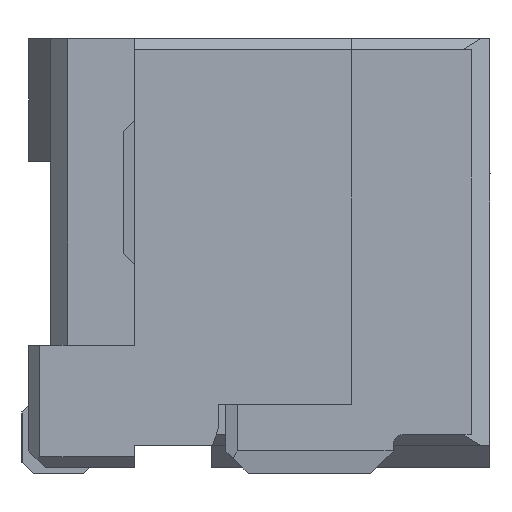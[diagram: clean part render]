
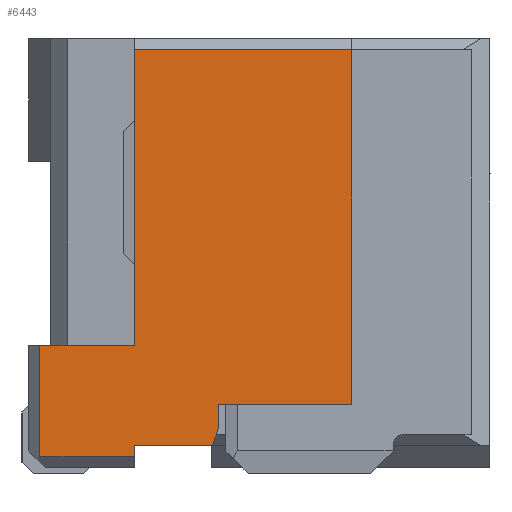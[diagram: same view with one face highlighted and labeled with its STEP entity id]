
A CAD part, left-side view. The second image highlights one B-rep face of the part: STEP entity #6443.
In plain terms, the highlighted planar face has unit normal (-1, 0, 0).
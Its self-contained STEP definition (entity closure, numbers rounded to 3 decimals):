
#554 = VECTOR ( 'NONE', #18221, 1000. ) ;
#1015 = CARTESIAN_POINT ( 'NONE',  ( -4.75, 1.35, 3.8 ) ) ;
#1167 = CARTESIAN_POINT ( 'NONE',  ( -4.75, 0.6, 0.4 ) ) ;
#1421 = VERTEX_POINT ( 'NONE', #19541 ) ;
#2100 = EDGE_CURVE ( 'NONE', #1421, #24552, #12098, .T. ) ;
#3994 = CARTESIAN_POINT ( 'NONE',  ( -4.75, 2.2, 1.15 ) ) ;
#4053 = VERTEX_POINT ( 'NONE', #21444 ) ;
#4149 = FACE_OUTER_BOUND ( 'NONE', #13723, .T. ) ;
#4270 = EDGE_CURVE ( 'NONE', #12820, #18965, #13525, .T. ) ;
#5172 = EDGE_CURVE ( 'NONE', #7912, #10309, #5672, .T. ) ;
#5561 = LINE ( 'NONE', #13419, #10627 ) ;
#5672 = LINE ( 'NONE', #26477, #554 ) ;
#5751 = CARTESIAN_POINT ( 'NONE',  ( -4.75, 1.35, 0.15 ) ) ;
#6185 = EDGE_CURVE ( 'NONE', #18965, #1421, #22978, .T. ) ;
#6443 = ADVANCED_FACE ( 'NONE', ( #4149 ), #12265, .T. ) ;
#6502 = VERTEX_POINT ( 'NONE', #1167 ) ;
#6762 = VECTOR ( 'NONE', #25418, 1000. ) ;
#6810 = CARTESIAN_POINT ( 'NONE',  ( -4.75, 0.6, 0.4 ) ) ;
#7014 = VERTEX_POINT ( 'NONE', #15085 ) ;
#7123 = VECTOR ( 'NONE', #19023, 1000. ) ;
#7497 = ORIENTED_EDGE ( 'NONE', *, *, #15058, .T. ) ;
#7616 = CARTESIAN_POINT ( 'NONE',  ( -4.75, 0.6, 0.62 ) ) ;
#7905 = DIRECTION ( 'NONE',  ( 0., -1., 0. ) ) ;
#7912 = VERTEX_POINT ( 'NONE', #18547 ) ;
#8226 = CARTESIAN_POINT ( 'NONE',  ( -4.75, 1.35, 1.15 ) ) ;
#9208 = ORIENTED_EDGE ( 'NONE', *, *, #6185, .T. ) ;
#9979 = LINE ( 'NONE', #18765, #25309 ) ;
#10309 = VERTEX_POINT ( 'NONE', #15397 ) ;
#10410 = LINE ( 'NONE', #24734, #7123 ) ;
#10606 = ORIENTED_EDGE ( 'NONE', *, *, #16415, .T. ) ;
#10627 = VECTOR ( 'NONE', #13804, 1000. ) ;
#11054 = ORIENTED_EDGE ( 'NONE', *, *, #2100, .T. ) ;
#11175 = DIRECTION ( 'NONE',  ( -1., 0., 0. ) ) ;
#11303 = ORIENTED_EDGE ( 'NONE', *, *, #24532, .T. ) ;
#11351 = LINE ( 'NONE', #13380, #19214 ) ;
#12098 = LINE ( 'NONE', #3994, #20989 ) ;
#12265 = PLANE ( 'NONE',  #22199 ) ;
#12284 = DIRECTION ( 'NONE',  ( 0., -0.316, 0.949 ) ) ;
#12820 = VERTEX_POINT ( 'NONE', #1015 ) ;
#13022 = ORIENTED_EDGE ( 'NONE', *, *, #15737, .F. ) ;
#13188 = VECTOR ( 'NONE', #18171, 1000. ) ;
#13380 = CARTESIAN_POINT ( 'NONE',  ( -4.75, 1.35, 0.15 ) ) ;
#13419 = CARTESIAN_POINT ( 'NONE',  ( -4.75, 0.65, 0.25 ) ) ;
#13525 = LINE ( 'NONE', #21185, #6762 ) ;
#13723 = EDGE_LOOP ( 'NONE', ( #20326, #19656, #10606, #7497, #26432, #21437, #11303, #23434, #9208, #11054, #13022 ) ) ;
#13804 = DIRECTION ( 'NONE',  ( 0., 1., 0. ) ) ;
#13888 = CARTESIAN_POINT ( 'NONE',  ( -4.75, 0.6, 0.62 ) ) ;
#15058 = EDGE_CURVE ( 'NONE', #6502, #17690, #23026, .T. ) ;
#15085 = CARTESIAN_POINT ( 'NONE',  ( -4.75, 1.35, 0.25 ) ) ;
#15397 = CARTESIAN_POINT ( 'NONE',  ( -4.75, -0.6, 0.62 ) ) ;
#15737 = EDGE_CURVE ( 'NONE', #24858, #24552, #16414, .T. ) ;
#16187 = DIRECTION ( 'NONE',  ( 0., 0., 1. ) ) ;
#16414 = LINE ( 'NONE', #5751, #13188 ) ;
#16415 = EDGE_CURVE ( 'NONE', #4053, #6502, #9979, .T. ) ;
#17090 = EDGE_CURVE ( 'NONE', #4053, #7014, #5561, .T. ) ;
#17524 = DIRECTION ( 'NONE',  ( 0., -1., 0. ) ) ;
#17669 = CARTESIAN_POINT ( 'NONE',  ( -4.75, 1.35, 1.15 ) ) ;
#17690 = VERTEX_POINT ( 'NONE', #7616 ) ;
#18171 = DIRECTION ( 'NONE',  ( 0., 1., 0. ) ) ;
#18190 = LINE ( 'NONE', #13888, #19563 ) ;
#18221 = DIRECTION ( 'NONE',  ( 0., 0., -1. ) ) ;
#18480 = CARTESIAN_POINT ( 'NONE',  ( -4.75, 1.35, 0.15 ) ) ;
#18547 = CARTESIAN_POINT ( 'NONE',  ( -4.75, -0.6, 3.8 ) ) ;
#18765 = CARTESIAN_POINT ( 'NONE',  ( -4.75, 0.65, 0.25 ) ) ;
#18925 = DIRECTION ( 'NONE',  ( 0., 1., 0. ) ) ;
#18965 = VERTEX_POINT ( 'NONE', #8226 ) ;
#19023 = DIRECTION ( 'NONE',  ( 0., 1., 0. ) ) ;
#19153 = VECTOR ( 'NONE', #23174, 1000. ) ;
#19214 = VECTOR ( 'NONE', #16187, 1000. ) ;
#19541 = CARTESIAN_POINT ( 'NONE',  ( -4.75, 2.2, 1.15 ) ) ;
#19563 = VECTOR ( 'NONE', #7905, 1000. ) ;
#19656 = ORIENTED_EDGE ( 'NONE', *, *, #17090, .F. ) ;
#20326 = ORIENTED_EDGE ( 'NONE', *, *, #24717, .T. ) ;
#20989 = VECTOR ( 'NONE', #26689, 1000. ) ;
#21055 = CARTESIAN_POINT ( 'NONE',  ( -4.75, 2.2, 0.15 ) ) ;
#21185 = CARTESIAN_POINT ( 'NONE',  ( -4.75, 1.35, 3.8 ) ) ;
#21437 = ORIENTED_EDGE ( 'NONE', *, *, #5172, .F. ) ;
#21444 = CARTESIAN_POINT ( 'NONE',  ( -4.75, 0.65, 0.25 ) ) ;
#21948 = EDGE_CURVE ( 'NONE', #17690, #10309, #18190, .T. ) ;
#22199 = AXIS2_PLACEMENT_3D ( 'NONE', #25627, #11175, #17524 ) ;
#22978 = LINE ( 'NONE', #17669, #23926 ) ;
#23026 = LINE ( 'NONE', #6810, #19153 ) ;
#23174 = DIRECTION ( 'NONE',  ( 0., 0., 1. ) ) ;
#23434 = ORIENTED_EDGE ( 'NONE', *, *, #4270, .T. ) ;
#23926 = VECTOR ( 'NONE', #18925, 1000. ) ;
#24532 = EDGE_CURVE ( 'NONE', #7912, #12820, #10410, .T. ) ;
#24552 = VERTEX_POINT ( 'NONE', #21055 ) ;
#24717 = EDGE_CURVE ( 'NONE', #24858, #7014, #11351, .T. ) ;
#24734 = CARTESIAN_POINT ( 'NONE',  ( -4.75, -0.6, 3.8 ) ) ;
#24858 = VERTEX_POINT ( 'NONE', #18480 ) ;
#25309 = VECTOR ( 'NONE', #12284, 1000. ) ;
#25418 = DIRECTION ( 'NONE',  ( 0., 0., -1. ) ) ;
#25627 = CARTESIAN_POINT ( 'NONE',  ( -4.75, 0.375, 2.485 ) ) ;
#26432 = ORIENTED_EDGE ( 'NONE', *, *, #21948, .T. ) ;
#26477 = CARTESIAN_POINT ( 'NONE',  ( -4.75, -0.6, 3.8 ) ) ;
#26689 = DIRECTION ( 'NONE',  ( 0., 0., -1. ) ) ;
